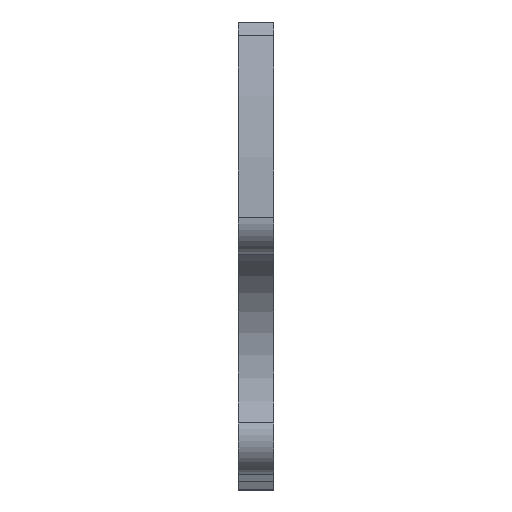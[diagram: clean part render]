
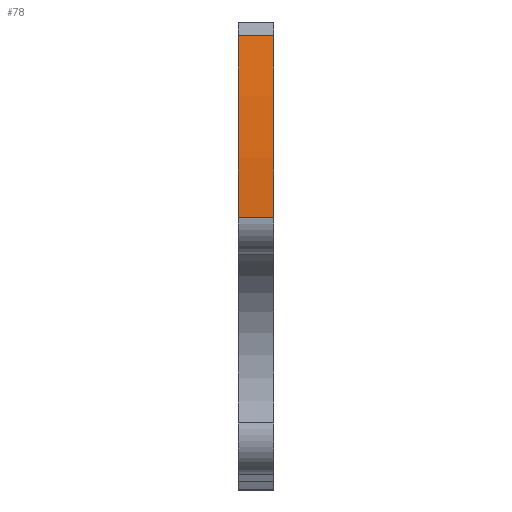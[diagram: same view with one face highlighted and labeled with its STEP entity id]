
A CAD part, left-side view. The second image highlights one B-rep face of the part: STEP entity #78.
In plain terms, the highlighted cylindrical face has radius 137.653 mm (diameter 275.305 mm), a partial arc.
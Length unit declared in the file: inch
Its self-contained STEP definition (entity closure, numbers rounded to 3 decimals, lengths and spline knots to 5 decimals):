
#2 = ORIENTED_EDGE ( 'NONE', *, *, #139, .F. ) ;
#5 = CARTESIAN_POINT ( 'NONE',  ( -0.65129, 0., -1.52304 ) ) ;
#39 = CARTESIAN_POINT ( 'NONE',  ( -0.65129, 0.22, -1.52304 ) ) ;
#78 = ADVANCED_FACE ( 'NONE', ( #428 ), #449, .T. ) ;
#82 = DIRECTION ( 'NONE',  ( 0., 0., 1. ) ) ;
#121 = DIRECTION ( 'NONE',  ( 0., 0., -1. ) ) ;
#139 = EDGE_CURVE ( 'NONE', #716, #571, #393, .T. ) ;
#248 = AXIS2_PLACEMENT_3D ( 'NONE', #654, #809, #82 ) ;
#299 = EDGE_CURVE ( 'NONE', #461, #655, #321, .T. ) ;
#302 = CIRCLE ( 'NONE', #570, 5.4194 ) ;
#311 = CIRCLE ( 'NONE', #248, 5.4194 ) ;
#315 = DIRECTION ( 'NONE',  ( 0., -1., 0. ) ) ;
#321 = LINE ( 'NONE', #347, #334 ) ;
#326 = EDGE_CURVE ( 'NONE', #461, #716, #311, .T. ) ;
#327 = ORIENTED_EDGE ( 'NONE', *, *, #299, .T. ) ;
#334 = VECTOR ( 'NONE', #722, 39.37008 ) ;
#347 = CARTESIAN_POINT ( 'NONE',  ( -0.65129, 0.22, -1.52304 ) ) ;
#352 = EDGE_CURVE ( 'NONE', #655, #571, #302, .T. ) ;
#365 = CARTESIAN_POINT ( 'NONE',  ( -0.56997, 0., -0.38572 ) ) ;
#366 = CARTESIAN_POINT ( 'NONE',  ( -0.56997, 0.22, -0.38572 ) ) ;
#384 = VECTOR ( 'NONE', #315, 39.37008 ) ;
#393 = LINE ( 'NONE', #366, #384 ) ;
#428 = FACE_OUTER_BOUND ( 'NONE', #732, .T. ) ;
#449 = CYLINDRICAL_SURFACE ( 'NONE', #492, 5.4194 ) ;
#455 = CARTESIAN_POINT ( 'NONE',  ( -0.56997, 0.22, -0.38572 ) ) ;
#461 = VERTEX_POINT ( 'NONE', #39 ) ;
#492 = AXIS2_PLACEMENT_3D ( 'NONE', #608, #502, #121 ) ;
#502 = DIRECTION ( 'NONE',  ( 0., -1., 0. ) ) ;
#570 = AXIS2_PLACEMENT_3D ( 'NONE', #675, #679, #682 ) ;
#571 = VERTEX_POINT ( 'NONE', #365 ) ;
#596 = ORIENTED_EDGE ( 'NONE', *, *, #352, .T. ) ;
#608 = CARTESIAN_POINT ( 'NONE',  ( 4.76497, 0.22, -1.33871 ) ) ;
#654 = CARTESIAN_POINT ( 'NONE',  ( 4.76497, 0.22, -1.33871 ) ) ;
#655 = VERTEX_POINT ( 'NONE', #5 ) ;
#675 = CARTESIAN_POINT ( 'NONE',  ( 4.76497, 0., -1.33871 ) ) ;
#679 = DIRECTION ( 'NONE',  ( 0., 1., 0. ) ) ;
#682 = DIRECTION ( 'NONE',  ( 0., 0., 1. ) ) ;
#716 = VERTEX_POINT ( 'NONE', #455 ) ;
#722 = DIRECTION ( 'NONE',  ( 0., -1., 0. ) ) ;
#732 = EDGE_LOOP ( 'NONE', ( #596, #2, #777, #327 ) ) ;
#777 = ORIENTED_EDGE ( 'NONE', *, *, #326, .F. ) ;
#809 = DIRECTION ( 'NONE',  ( 0., 1., 0. ) ) ;
